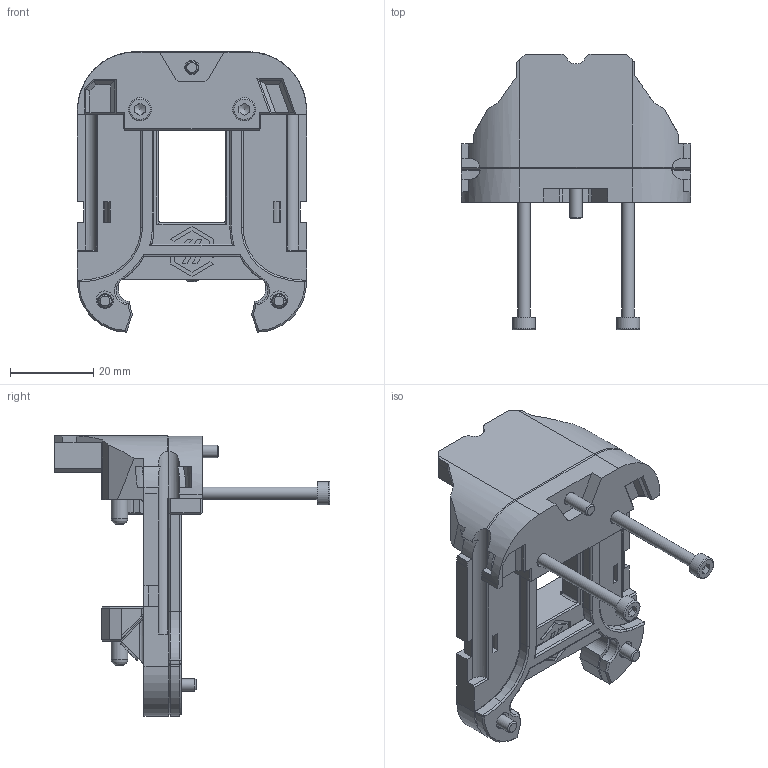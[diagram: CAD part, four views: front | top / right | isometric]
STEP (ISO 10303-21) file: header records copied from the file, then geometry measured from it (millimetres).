
FILE_DESCRIPTION(/* description */ (''),/* implementation_level */ '2;1');
FILE_NAME(/* name */ 'StealthChanger_Dragonburner.step',/* time_stamp */ '2024-01-07T20:39:35-07:00',/* author */ (''),/* organization */ (''),/* preprocessor_version */ 'ST-DEVELOPER v20',/* originating_system */ 'Autodesk Translation Framework v12.14.0.127',/* authorisation */ '');
FILE_SCHEMA (('AUTOMOTIVE_DESIGN { 1 0 10303 214 3 1 1 }'));
Length unit declared in the file: millimetre
Products named in the file (11): StealthChanger; Plate; Spacer; Hardware (3); 3x6mm Magnet (1) (3) (2) (1); M3x40 SHCS (15) (1); Pins 4x12 Rounded (1); M3 Threaded Insert (3); M3x6 FHCS (7); M3x10 BHCS (2) (1); M3x12 BHCS (2) (1) (1)
Assembly tree (14 placements, depth 3):
  StealthChanger
    Plate
    Spacer
    Hardware (3)
      3x6mm Magnet (1) (3) (2) (1)
      M3x40 SHCS (15) (1)  x2
      M3x10 BHCS (2) (1)  x2
      M3x6 FHCS (7)  x2
      Pins 4x12 Rounded (1)
      M3 Threaded Insert (3)  x2
      M3x12 BHCS (2) (1) (1)
Bounding box: 55 x 66.23 x 67.34 mm (x, y, z)
Volume: 32825.3 mm3; surface area: 19083.4 mm2
Topology: 15 solids, 15 shells, 922 faces, 2448 edges, 1579 vertices
Faces by surface type: plane 434, cylinder 200, bspline 190, cone 73, torus 21, sphere 4
Full cylindrical faces by diameter (mm): 2.8 x4, 2.9 x2, 3 x7, 3.4 x3, 3.5 x4, 4 x3, 4.1 x2, 4.25 x4, 4.7 x2, 5.5 x2, 5.54 x2, 5.7 x3, 6 x1, 6.3 x3
Entity records: 29605 total; most frequent: CARTESIAN_POINT 11207, ORIENTED_EDGE 3948, DIRECTION 3494, EDGE_CURVE 1974, VERTEX_POINT 1269, AXIS2_PLACEMENT_3D 1171, LINE 1152, VECTOR 1152
